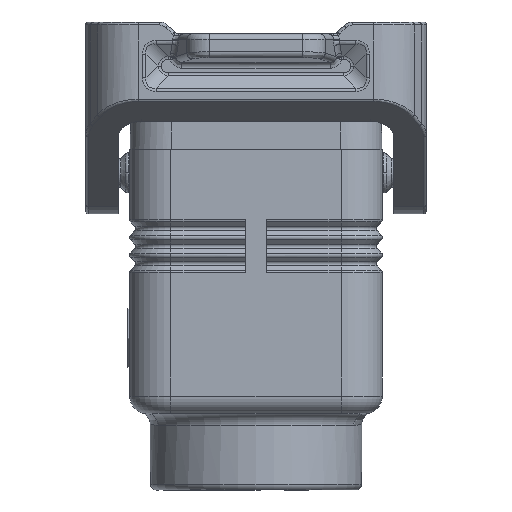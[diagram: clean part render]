
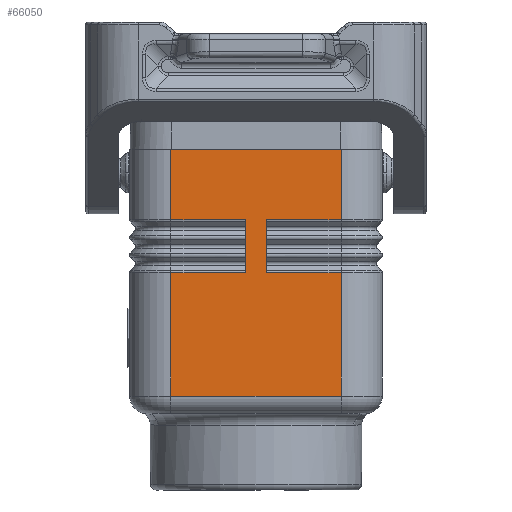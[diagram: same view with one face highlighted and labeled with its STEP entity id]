
A CAD part, left-side view. The second image highlights one B-rep face of the part: STEP entity #66050.
In plain terms, the highlighted planar face has unit normal (-1, 0, 0).
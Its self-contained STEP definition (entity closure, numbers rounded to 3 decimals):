
#11580=CARTESIAN_POINT('',(-46.75,-14.5,21.));
#11590=VERTEX_POINT('',#11580);
#16210=CARTESIAN_POINT('',(-46.75,-14.5,42.));
#16220=VERTEX_POINT('',#16210);
#16250=CARTESIAN_POINT('',(-46.75,14.5,42.));
#16260=DIRECTION('',(0.,-1.,0.));
#16270=VECTOR('',#16260,1.);
#16280=LINE('',#16250,#16270);
#16290=CARTESIAN_POINT('',(-46.75,14.5,42.));
#16300=VERTEX_POINT('',#16290);
#16310=EDGE_CURVE('',#16300,#16220,#16280,.T.);
#17420=CARTESIAN_POINT('',(-46.75,-1.75,18.));
#17430=VERTEX_POINT('',#17420);
#17460=CARTESIAN_POINT('',(-46.75,-1.75,0.));
#17470=DIRECTION('',(0.,0.,1.));
#17480=VECTOR('',#17470,1.);
#17490=LINE('',#17460,#17480);
#17500=CARTESIAN_POINT('',(-46.75,-1.75,21.));
#17510=VERTEX_POINT('',#17500);
#17520=EDGE_CURVE('',#17430,#17510,#17490,.T.);
#18400=CARTESIAN_POINT('',(-46.75,-1.75,
21.));
#18410=DIRECTION('',(0.,-1.,0.));
#18420=VECTOR('',#18410,1.);
#18430=LINE('',#18400,#18420);
#18440=EDGE_CURVE('',#17510,#11590,#18430,.T.);
#18670=CARTESIAN_POINT('',(-46.75,-14.5,12.));
#18680=VERTEX_POINT('',#18670);
#46250=CARTESIAN_POINT('',(-46.75,-14.5,0.));
#46260=DIRECTION('',(0.,0.,1.));
#46270=VECTOR('',#46260,1.);
#46280=LINE('',#46250,#46270);
#46290=EDGE_CURVE('',#11590,#16220,#46280,.T.);
#47920=CARTESIAN_POINT('',(-46.75,-14.5,0.));
#47930=VERTEX_POINT('',#47920);
#48350=CARTESIAN_POINT('',(-46.75,14.5,0.));
#48360=VERTEX_POINT('',#48350);
#48390=CARTESIAN_POINT('',(-46.75,0.,0.));
#48400=DIRECTION('',(0.,-1.,0.));
#48410=VECTOR('',#48400,1.);
#48420=LINE('',#48390,#48410);
#48430=EDGE_CURVE('',#48360,#47930,#48420,.T.);
#65350=CARTESIAN_POINT('',(-46.75,0.,45.));
#65360=DIRECTION('',(-1.,0.,0.));
#65370=DIRECTION('',(0.,0.,1.));
#65380=AXIS2_PLACEMENT_3D('',#65350,#65360,#65370);
#65390=PLANE('',#65380);
#65400=CARTESIAN_POINT('',(-46.75,14.5,0.));
#65410=DIRECTION('',(0.,0.,1.));
#65420=VECTOR('',#65410,1.);
#65430=LINE('',#65400,#65420);
#65440=CARTESIAN_POINT('',(-46.75,14.5,12.));
#65450=VERTEX_POINT('',#65440);
#65460=EDGE_CURVE('',#48360,#65450,#65430,.T.);
#65470=ORIENTED_EDGE('',*,*,#65460,.F.);
#65480=CARTESIAN_POINT('',(-46.75,0.,12.
));
#65490=DIRECTION('',(0.,-1.,0.));
#65500=VECTOR('',#65490,1.);
#65510=LINE('',#65480,#65500);
#65520=CARTESIAN_POINT('',(-46.75,1.75,12.));
#65530=VERTEX_POINT('',#65520);
#65540=EDGE_CURVE('',#65450,#65530,#65510,.T.);
#65550=ORIENTED_EDGE('',*,*,#65540,.F.);
#65560=CARTESIAN_POINT('',(-46.75,1.75,0.));
#65570=DIRECTION('',(0.,0.,1.));
#65580=VECTOR('',#65570,1.);
#65590=LINE('',#65560,#65580);
#65600=CARTESIAN_POINT('',(-46.75,1.75,15.));
#65610=VERTEX_POINT('',#65600);
#65620=EDGE_CURVE('',#65530,#65610,#65590,.T.);
#65630=ORIENTED_EDGE('',*,*,#65620,.F.);
#65640=CARTESIAN_POINT('',(-46.75,1.75,18.));
#65650=VERTEX_POINT('',#65640);
#65660=EDGE_CURVE('',#65610,#65650,#65590,.T.);
#65670=ORIENTED_EDGE('',*,*,#65660,.F.);
#65680=CARTESIAN_POINT('',(-46.75,1.75,21.));
#65690=VERTEX_POINT('',#65680);
#65700=EDGE_CURVE('',#65650,#65690,#65590,.T.);
#65710=ORIENTED_EDGE('',*,*,#65700,.F.);
#65720=CARTESIAN_POINT('',(-46.75,1.75,
21.));
#65730=DIRECTION('',(0.,1.,0.));
#65740=VECTOR('',#65730,1.);
#65750=LINE('',#65720,#65740);
#65760=CARTESIAN_POINT('',(-46.75,14.5,21.));
#65770=VERTEX_POINT('',#65760);
#65780=EDGE_CURVE('',#65690,#65770,#65750,.T.);
#65790=ORIENTED_EDGE('',*,*,#65780,.F.);
#65800=EDGE_CURVE('',#65770,#16300,#65430,.T.);
#65810=ORIENTED_EDGE('',*,*,#65800,.F.);
#65820=ORIENTED_EDGE('',*,*,#16310,.F.);
#65830=ORIENTED_EDGE('',*,*,#46290,.T.);
#65840=ORIENTED_EDGE('',*,*,#18440,.T.);
#65850=ORIENTED_EDGE('',*,*,#17520,.T.);
#65860=CARTESIAN_POINT('',(-46.75,-1.75,15.));
#65870=VERTEX_POINT('',#65860);
#65880=EDGE_CURVE('',#65870,#17430,#17490,.T.);
#65890=ORIENTED_EDGE('',*,*,#65880,.T.);
#65900=CARTESIAN_POINT('',(-46.75,-1.75,12.));
#65910=VERTEX_POINT('',#65900);
#65920=EDGE_CURVE('',#65910,#65870,#17490,.T.);
#65930=ORIENTED_EDGE('',*,*,#65920,.T.);
#65940=CARTESIAN_POINT('',(-46.75,0.,12.));
#65950=DIRECTION('',(0.,1.,0.));
#65960=VECTOR('',#65950,1.);
#65970=LINE('',#65940,#65960);
#65980=EDGE_CURVE('',#18680,#65910,#65970,.T.);
#65990=ORIENTED_EDGE('',*,*,#65980,.T.);
#66000=EDGE_CURVE('',#47930,#18680,#46280,.T.);
#66010=ORIENTED_EDGE('',*,*,#66000,.T.);
#66020=ORIENTED_EDGE('',*,*,#48430,.T.);
#66030=EDGE_LOOP('',(#66020,#66010,#65990,#65930,#65890,#65850,#65840,
#65830,#65820,#65810,#65790,#65710,#65670,#65630,#65550,#65470));
#66040=FACE_OUTER_BOUND('',#66030,.T.);
#66050=ADVANCED_FACE('',(#66040),#65390,.T.);
